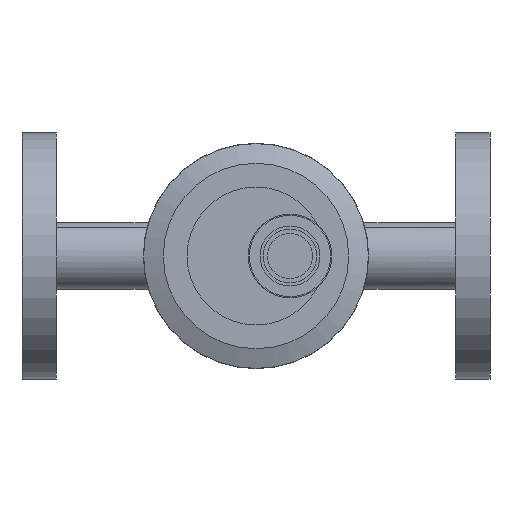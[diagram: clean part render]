
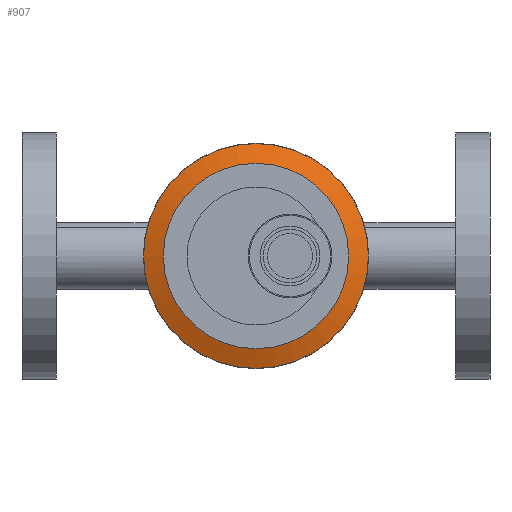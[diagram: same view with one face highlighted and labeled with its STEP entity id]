
A CAD part, left-side view. The second image highlights one B-rep face of the part: STEP entity #907.
In plain terms, the highlighted conical face has half-angle 70.048 degrees and reference radius 41.641 mm.
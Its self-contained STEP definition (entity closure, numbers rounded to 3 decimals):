
#85=CONICAL_SURFACE('',#1046,41.641,1.223);
#129=FACE_OUTER_BOUND('',#213,.T.);
#213=EDGE_LOOP('',(#763,#764,#765,#766));
#271=LINE('',#1760,#307);
#307=VECTOR('',#1305,41.641);
#374=CIRCLE('',#1045,45.652);
#375=CIRCLE('',#1047,37.631);
#455=VERTEX_POINT('',#1755);
#456=VERTEX_POINT('',#1758);
#563=EDGE_CURVE('',#455,#455,#374,.T.);
#564=EDGE_CURVE('',#456,#456,#375,.T.);
#565=EDGE_CURVE('',#456,#455,#271,.T.);
#763=ORIENTED_EDGE('',*,*,#564,.F.);
#764=ORIENTED_EDGE('',*,*,#565,.T.);
#765=ORIENTED_EDGE('',*,*,#563,.T.);
#766=ORIENTED_EDGE('',*,*,#565,.F.);
#907=ADVANCED_FACE('',(#129),#85,.T.);
#1045=AXIS2_PLACEMENT_3D('',#1756,#1299,#1300);
#1046=AXIS2_PLACEMENT_3D('',#1757,#1301,#1302);
#1047=AXIS2_PLACEMENT_3D('',#1759,#1303,#1304);
#1299=DIRECTION('center_axis',(-1.,0.,0.));
#1300=DIRECTION('ref_axis',(0.,0.,1.));
#1301=DIRECTION('center_axis',(1.,0.,0.));
#1302=DIRECTION('ref_axis',(0.,1.,0.));
#1303=DIRECTION('center_axis',(-1.,0.,0.));
#1304=DIRECTION('ref_axis',(0.,0.,1.));
#1305=DIRECTION('',(0.341,-0.94,0.));
#1755=CARTESIAN_POINT('',(229.613,-45.652,0.));
#1756=CARTESIAN_POINT('Origin',(229.613,0.,
0.));
#1757=CARTESIAN_POINT('Origin',(228.157,0.,
0.));
#1758=CARTESIAN_POINT('',(226.701,-37.631,0.));
#1759=CARTESIAN_POINT('Origin',(226.701,0.,
0.));
#1760=CARTESIAN_POINT('',(228.157,-41.641,0.));
